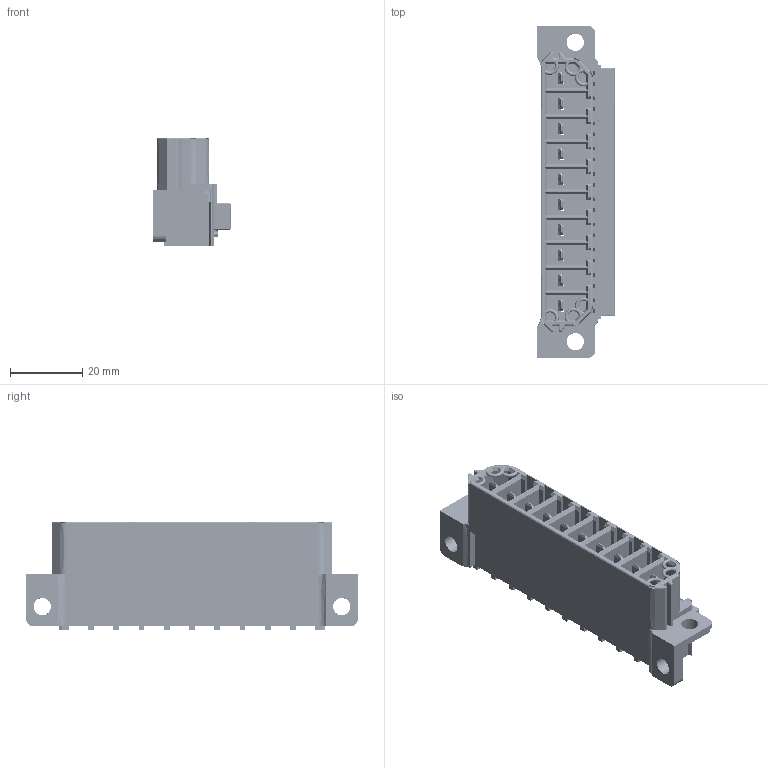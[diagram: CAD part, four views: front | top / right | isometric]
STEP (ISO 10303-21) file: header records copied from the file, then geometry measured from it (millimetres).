
FILE_DESCRIPTION((''),'2;1');
FILE_NAME('3D_1330100110001_HCC-010-M_V1_0','2017-03-07T',('wl.kang'),(''),'PRO/ENGINEER BY PARAMETRIC TECHNOLOGY CORPORATION, 2012480','PRO/ENGINEER BY PARAMETRIC TECHNOLOGY CORPORATION, 2012480','');
FILE_SCHEMA(('AUTOMOTIVE_DESIGN { 1 0 10303 214 1 1 1 1 }'));
Products named in the file (1): 3D_1330100110001_HCC-010-M_V1_0
Bounding box: 21.4 x 92 x 30.2 mm (x, y, z)
Surface area: 28324.3 mm2 (no closed solid volume)
Topology: 0 solids, 0 shells, 3829 faces, 23410 edges, 23260 vertices
Faces by surface type: bspline 3719, torus 86, sphere 24
Entity records: 525799 total; most frequent: CARTESIAN_POINT 179560, DIRECTION 38117, TRIMMED_CURVE 35801, VECTOR 33705, LINE 33705, PRESENTATION_STYLE_ASSIGNMENT 28213, STYLED_ITEM 27013, CURVE_STYLE 23194
